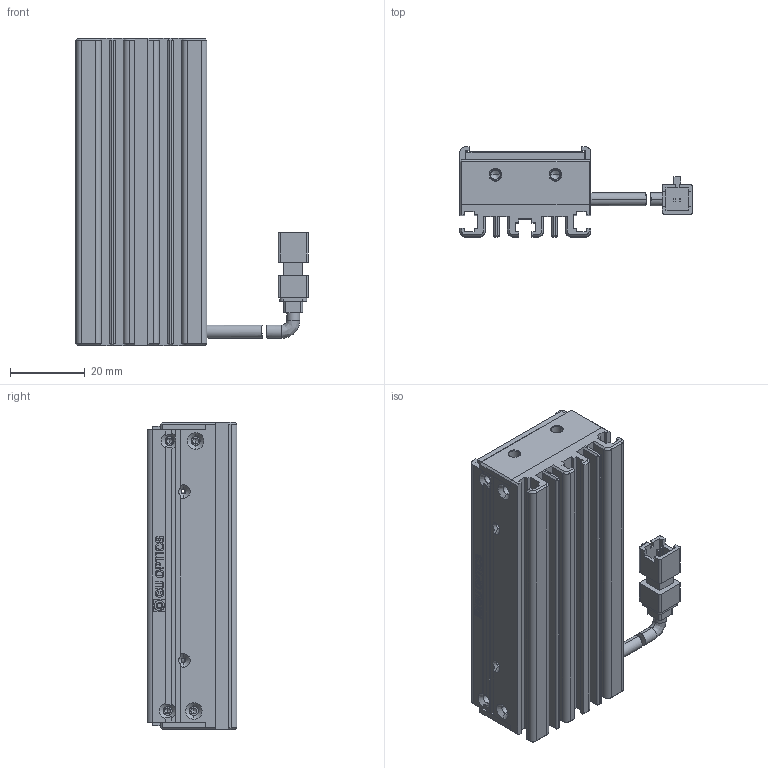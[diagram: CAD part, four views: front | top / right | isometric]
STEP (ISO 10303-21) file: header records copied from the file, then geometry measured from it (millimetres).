
FILE_DESCRIPTION (( 'STEP AP214' ), '1' );
FILE_NAME ('660109-W.STEP', '2019-03-19T01:15:48', ( '' ), ( '' ), 'SwSTEP 2.0', 'SolidWorks 2016', '' );
FILE_SCHEMA (( 'AUTOMOTIVE_DESIGN' ));
Length unit declared in the file: millimetre
Products named in the file (1): 660109-W
Bounding box: 62 x 24 x 82 mm (x, y, z)
Volume: 37515.2 mm3; surface area: 41982.8 mm2
Topology: 8 solids, 8 shells, 823 faces, 2345 edges, 1448 vertices
Faces by surface type: plane 326, cylinder 272, bspline 145, cone 80
Entity records: 35085 total; most frequent: CARTESIAN_POINT 6819, ORIENTED_EDGE 4282, DIRECTION 4134, EDGE_CURVE 2141, AXIS2_PLACEMENT_3D 1465, VERTEX_POINT 1448, VECTOR 1204, LINE 1204
